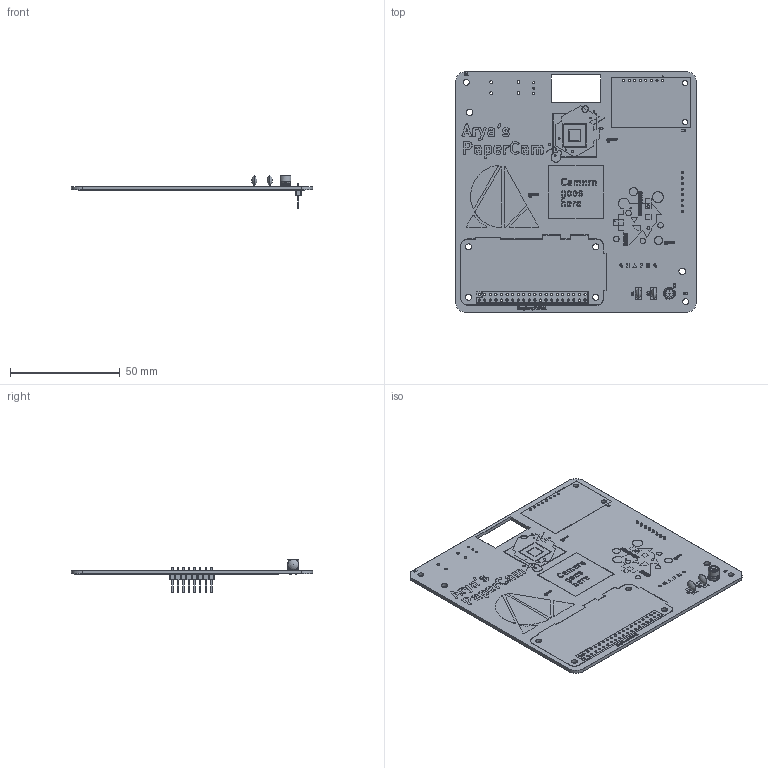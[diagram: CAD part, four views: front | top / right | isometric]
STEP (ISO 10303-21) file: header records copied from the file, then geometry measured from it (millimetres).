
FILE_DESCRIPTION(('KiCad electronic assembly'),'2;1');
FILE_NAME('PaperCam_Kicad.step','2025-07-02T02:49:16',('Pcbnew'),( 'Kicad'),'Open CASCADE STEP processor 7.8','KiCad to STEP converter' ,'Unknown');
FILE_SCHEMA(('AUTOMOTIVE_DESIGN { 1 0 10303 214 1 1 1 1 }'));
Length unit declared in the file: millimetre
Products named in the file (7): PaperCam_Kicad 1; C_Disc_D5.0mm_W2.5mm_P2.50mm; CP_Radial_D5.0mm_P2.50mm; PinHeader_1x08_P2.54mm_Vertical; PaperCam_Kicad_silkscreen; PaperCam_Kicad_soldermask; PaperCam_Kicad_PCB
Assembly tree (7 placements, depth 2):
  PaperCam_Kicad 1
    C_Disc_D5.0mm_W2.5mm_P2.50mm  x2
    CP_Radial_D5.0mm_P2.50mm
    PinHeader_1x08_P2.54mm_Vertical
    PaperCam_Kicad_silkscreen
    PaperCam_Kicad_soldermask
    PaperCam_Kicad_PCB
Bounding box: 110 x 110 x 15.32 mm (x, y, z)
Volume: 17948.4 mm3; surface area: 50125.7 mm2
Topology: 5 solids, 226 shells, 570 faces, 5995 edges, 5671 vertices
Faces by surface type: plane 453, cylinder 100, bspline 6, revolution 5, sphere 4, torus 2
Full cylindrical faces by diameter (mm): 0.5 x6, 0.8 x6, 0.9 x3, 1 x56, 1.3 x4, 2.5 x2, 2.7 x2, 2.75 x4, 3 x2
Entity records: 60181 total; most frequent: CARTESIAN_POINT 13103, DIRECTION 8671, ORIENTED_EDGE 6850, EDGE_CURVE 5976, VERTEX_POINT 5660, LINE 4354, VECTOR 4354, AXIS2_PLACEMENT_3D 2156
